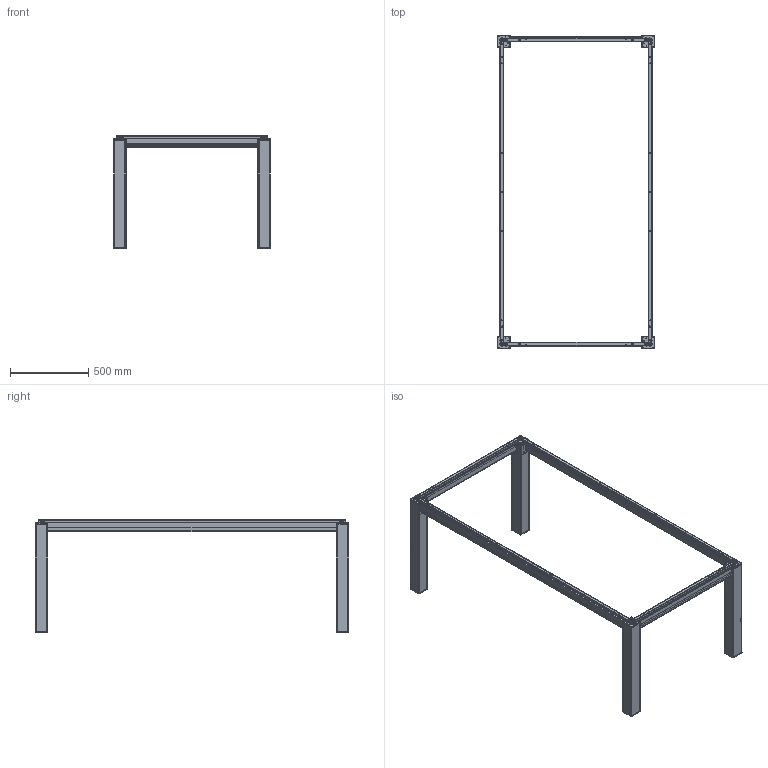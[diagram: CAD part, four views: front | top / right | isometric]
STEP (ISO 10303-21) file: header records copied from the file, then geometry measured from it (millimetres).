
FILE_DESCRIPTION(/* description */ ('Tischgestell 2000x1000x720'),/* implementation_level */ '2;1');
FILE_NAME(/* name */ 'A 601061-1 Tischgestell T120 2000x1000x720.stp',/* time_stamp */ '2024-04-25T10:23:02+02:00',/* author */ ('gerullf'),/* organization */ (''),/* preprocessor_version */ 'ST-DEVELOPER v17.2',/* originating_system */ 'Autodesk Inventor 2019',/* authorisation */ '');
FILE_SCHEMA (('AUTOMOTIVE_DESIGN { 1 0 10303 214 3 1 1 }'));
Length unit declared in the file: millimetre
Products named in the file (14): A 601061-1; MA 710130-1_80x80x695_03; MA 710140-1_60x30x840_01; MA 710140-1_60x30x1840_01; MA 710660-1_21x19x1962_01; MA 710660-1_21x19x962_01; MA 700002-2_80x80; MA 700003-1 ; MA 705098-1; MA 799932-1; MA 700027-1; DIN 933 - M8  x 30; DIN 7981 TX Ø3,5x16mm - A2; ISO 7050 - ST 3,5 x 32 - C - H
Assembly tree (76 placements, depth 2):
  A 601061-1
    MA 710130-1_80x80x695_03  x4
    MA 710140-1_60x30x840_01  x2
    MA 710140-1_60x30x1840_01  x2
    MA 710660-1_21x19x1962_01  x2
    MA 710660-1_21x19x962_01  x2
    MA 700002-2_80x80  x4
    MA 700003-1   x4
    MA 705098-1  x4
    MA 799932-1  x4
    MA 700027-1  x4
    DIN 933 - M8  x 30  x16
    DIN 7981 TX Ø3,5x16mm - A2  x16
    ISO 7050 - ST 3,5 x 32 - C - H  x12
Bounding box: 1000 x 2000 x 720 mm (x, y, z)
Volume: 5112808.9 mm3; surface area: 5286213.2 mm2
Topology: 76 solids, 76 shells, 5108 faces, 13368 edges, 8412 vertices
Faces by surface type: plane 2034, cylinder 1842, torus 824, cone 200, bspline 128, sphere 80
Full cylindrical faces by diameter (mm): 2.8 x4, 3.5 x28, 4 x48, 4.3 x12, 4.9 x8, 6 x20, 6.8 x12, 7 x16, 7.2 x16, 7.323 x16, 8 x16, 8.2 x16, 10 x32, 11.4 x16
Entity records: 37835 total; most frequent: CARTESIAN_POINT 7285, DIRECTION 6841, ORIENTED_EDGE 6004, EDGE_CURVE 3002, AXIS2_PLACEMENT_3D 2692, VERTEX_POINT 1884, LINE 1457, VECTOR 1457
